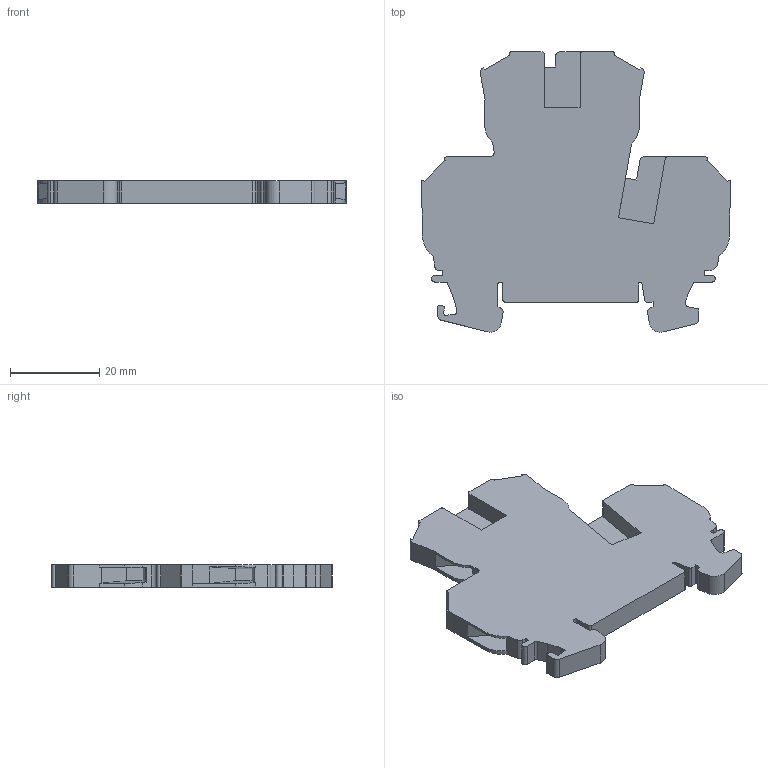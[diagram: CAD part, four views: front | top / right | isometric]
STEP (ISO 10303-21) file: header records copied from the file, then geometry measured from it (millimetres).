
FILE_DESCRIPTION( ( 'STEP AP214' ), '1' );
FILE_NAME( 'CDK2.5V-20201119.stp', '2022-12-14T12:42:35', ( ' ' ), ( ' ' ), 'XStep 1.0', ' ', ' ' );
FILE_SCHEMA( ( 'CONFIG_CONTROL_DESIGN) ( )' ) );
Length unit declared in the file: metre
Products named in the file (1): CDK2.5-20201119
Bounding box: 69 x 62.72 x 5 mm (x, y, z)
Volume: 13298.7 mm3; surface area: 8263.1 mm2
Topology: 1 solids, 1 shells, 162 faces, 468 edges, 312 vertices
Faces by surface type: plane 112, cylinder 44, extrusion 6
Full cylindrical faces by diameter (mm): 3.5 x4
Entity records: 6691 total; most frequent: CARTESIAN_POINT 1089, ORIENTED_EDGE 928, DIRECTION 847, EDGE_CURVE 464, VECTOR 355, LINE 349, VERTEX_POINT 312, AXIS2_PLACEMENT_3D 246
